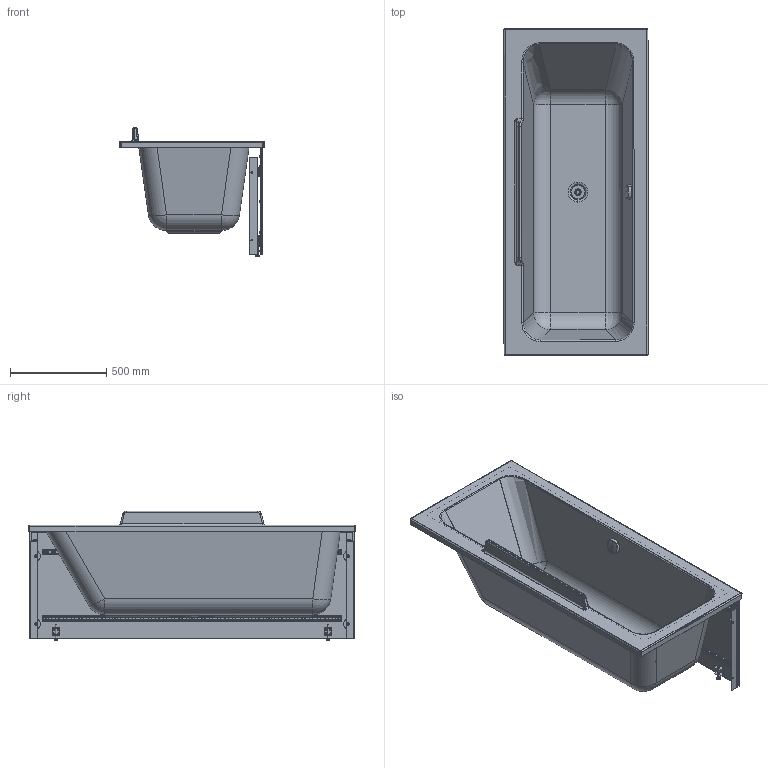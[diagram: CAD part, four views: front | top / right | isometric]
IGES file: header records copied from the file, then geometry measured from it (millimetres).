
Global section: file name: No Iges File Name specified; native system: Autodesk Inventor 2011; preprocessor: AutoDesk Inventor Iges Exporter R2011; author: Administrator; date: 20130527.160234; units: millimetre
Bounding box: 751.01 x 1700.44 x 673.58 mm (x, y, z)
Volume: 29658964.8 mm3; surface area: 9345033.6 mm2
Topology: 53 solids, 53 shells, 1527 faces, 3740 edges, 2333 vertices
Faces by surface type: plane 730, revolution 437, cone 184, cylinder 98, bspline 44, torus 18, sphere 16
